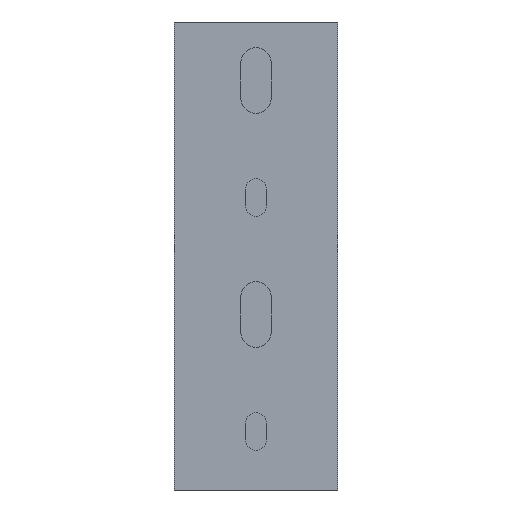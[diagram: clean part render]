
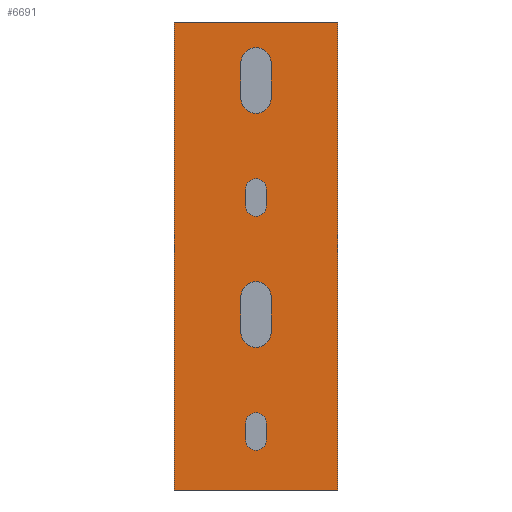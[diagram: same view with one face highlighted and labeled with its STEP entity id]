
A CAD part, front view. The second image highlights one B-rep face of the part: STEP entity #6691.
In plain terms, the highlighted planar face has unit normal (0, -1, 0).
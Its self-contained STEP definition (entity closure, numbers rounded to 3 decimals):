
#318=DIRECTION('',(0.,0.,1.));
#319=VECTOR('',#318,100.);
#320=CARTESIAN_POINT('',(17.5,0.,0.));
#321=LINE('',#320,#319);
#1398=DIRECTION('',(-1.,0.,0.));
#1399=VECTOR('',#1398,35.);
#1400=CARTESIAN_POINT('',(17.5,0.,100.));
#1401=LINE('',#1400,#1399);
#1442=DIRECTION('',(-1.,0.,0.));
#1443=VECTOR('',#1442,35.);
#1444=CARTESIAN_POINT('',(17.5,0.,0.));
#1445=LINE('',#1444,#1443);
#1446=DIRECTION('',(0.,0.,1.));
#1447=VECTOR('',#1446,100.);
#1448=CARTESIAN_POINT('',(-17.5,0.,0.));
#1449=LINE('',#1448,#1447);
#1450=CARTESIAN_POINT('',(0.,0.,91.25));
#1451=DIRECTION('',(0.,1.,0.));
#1452=DIRECTION('',(-1.,0.,0.));
#1453=AXIS2_PLACEMENT_3D('',#1450,#1451,#1452);
#1455=DIRECTION('',(0.,0.,1.));
#1456=VECTOR('',#1455,7.5);
#1457=CARTESIAN_POINT('',(-3.25,0.,83.75));
#1458=LINE('',#1457,#1456);
#1459=CARTESIAN_POINT('',(0.,0.,83.75));
#1460=DIRECTION('',(0.,1.,0.));
#1461=DIRECTION('',(1.,0.,0.));
#1462=AXIS2_PLACEMENT_3D('',#1459,#1460,#1461);
#1464=DIRECTION('',(0.,0.,-1.));
#1465=VECTOR('',#1464,7.5);
#1466=CARTESIAN_POINT('',(3.25,0.,91.25));
#1467=LINE('',#1466,#1465);
#1468=CARTESIAN_POINT('',(0.,0.,64.25));
#1469=DIRECTION('',(0.,1.,0.));
#1470=DIRECTION('',(-1.,0.,0.));
#1471=AXIS2_PLACEMENT_3D('',#1468,#1469,#1470);
#1473=DIRECTION('',(0.,0.,1.));
#1474=VECTOR('',#1473,3.5);
#1475=CARTESIAN_POINT('',(-2.25,0.,60.75));
#1476=LINE('',#1475,#1474);
#1477=CARTESIAN_POINT('',(0.,0.,60.75));
#1478=DIRECTION('',(0.,1.,0.));
#1479=DIRECTION('',(1.,0.,0.));
#1480=AXIS2_PLACEMENT_3D('',#1477,#1478,#1479);
#1482=DIRECTION('',(0.,0.,-1.));
#1483=VECTOR('',#1482,3.5);
#1484=CARTESIAN_POINT('',(2.25,0.,64.25));
#1485=LINE('',#1484,#1483);
#1486=CARTESIAN_POINT('',(0.,0.,41.25));
#1487=DIRECTION('',(0.,1.,0.));
#1488=DIRECTION('',(-1.,0.,0.));
#1489=AXIS2_PLACEMENT_3D('',#1486,#1487,#1488);
#1491=DIRECTION('',(0.,0.,1.));
#1492=VECTOR('',#1491,7.5);
#1493=CARTESIAN_POINT('',(-3.25,0.,33.75));
#1494=LINE('',#1493,#1492);
#1495=CARTESIAN_POINT('',(0.,0.,33.75));
#1496=DIRECTION('',(0.,1.,0.));
#1497=DIRECTION('',(1.,0.,0.));
#1498=AXIS2_PLACEMENT_3D('',#1495,#1496,#1497);
#1500=DIRECTION('',(0.,0.,-1.));
#1501=VECTOR('',#1500,7.5);
#1502=CARTESIAN_POINT('',(3.25,0.,41.25));
#1503=LINE('',#1502,#1501);
#1504=CARTESIAN_POINT('',(0.,0.,14.25));
#1505=DIRECTION('',(0.,1.,0.));
#1506=DIRECTION('',(-1.,0.,0.));
#1507=AXIS2_PLACEMENT_3D('',#1504,#1505,#1506);
#1509=DIRECTION('',(0.,0.,1.));
#1510=VECTOR('',#1509,3.5);
#1511=CARTESIAN_POINT('',(-2.25,0.,10.75));
#1512=LINE('',#1511,#1510);
#1513=CARTESIAN_POINT('',(0.,0.,10.75));
#1514=DIRECTION('',(0.,1.,0.));
#1515=DIRECTION('',(1.,0.,0.));
#1516=AXIS2_PLACEMENT_3D('',#1513,#1514,#1515);
#1518=DIRECTION('',(0.,0.,-1.));
#1519=VECTOR('',#1518,3.5);
#1520=CARTESIAN_POINT('',(2.25,0.,14.25));
#1521=LINE('',#1520,#1519);
#3706=CARTESIAN_POINT('',(-3.25,0.,91.25));
#3707=CARTESIAN_POINT('',(3.25,0.,91.25));
#3708=VERTEX_POINT('',#3706);
#3709=VERTEX_POINT('',#3707);
#3710=CARTESIAN_POINT('',(3.25,0.,83.75));
#3711=VERTEX_POINT('',#3710);
#3712=CARTESIAN_POINT('',(-3.25,0.,83.75));
#3713=VERTEX_POINT('',#3712);
#3714=CARTESIAN_POINT('',(-2.25,0.,64.25));
#3715=CARTESIAN_POINT('',(2.25,0.,64.25));
#3716=VERTEX_POINT('',#3714);
#3717=VERTEX_POINT('',#3715);
#3718=CARTESIAN_POINT('',(2.25,0.,60.75));
#3719=VERTEX_POINT('',#3718);
#3720=CARTESIAN_POINT('',(-2.25,0.,60.75));
#3721=VERTEX_POINT('',#3720);
#3738=CARTESIAN_POINT('',(-3.25,0.,41.25));
#3739=CARTESIAN_POINT('',(3.25,0.,41.25));
#3740=VERTEX_POINT('',#3738);
#3741=VERTEX_POINT('',#3739);
#3742=CARTESIAN_POINT('',(3.25,0.,33.75));
#3743=VERTEX_POINT('',#3742);
#3744=CARTESIAN_POINT('',(-3.25,0.,33.75));
#3745=VERTEX_POINT('',#3744);
#3746=CARTESIAN_POINT('',(-2.25,0.,14.25));
#3747=CARTESIAN_POINT('',(2.25,0.,14.25));
#3748=VERTEX_POINT('',#3746);
#3749=VERTEX_POINT('',#3747);
#3750=CARTESIAN_POINT('',(2.25,0.,10.75));
#3751=VERTEX_POINT('',#3750);
#3752=CARTESIAN_POINT('',(-2.25,0.,10.75));
#3753=VERTEX_POINT('',#3752);
#4166=CARTESIAN_POINT('',(-17.5,0.,0.));
#4167=CARTESIAN_POINT('',(-17.5,0.,100.));
#4168=VERTEX_POINT('',#4166);
#4169=VERTEX_POINT('',#4167);
#4170=CARTESIAN_POINT('',(17.5,0.,0.));
#4171=CARTESIAN_POINT('',(17.5,0.,100.));
#4172=VERTEX_POINT('',#4170);
#4173=VERTEX_POINT('',#4171);
#6640=CARTESIAN_POINT('',(-14.5,0.,0.));
#6641=DIRECTION('',(0.,-1.,0.));
#6642=DIRECTION('',(1.,0.,0.));
#6643=AXIS2_PLACEMENT_3D('',#6640,#6641,#6642);
#6644=PLANE('',#6643);
#6645=ORIENTED_EDGE('',*,*,#6610,.F.);
#6646=ORIENTED_EDGE('',*,*,#4828,.F.);
#6647=ORIENTED_EDGE('',*,*,#4801,.T.);
#6648=ORIENTED_EDGE('',*,*,#5062,.T.);
#6649=EDGE_LOOP('',(#6645,#6646,#6647,#6648));
#6650=FACE_OUTER_BOUND('',#6649,.F.);
#6652=ORIENTED_EDGE('',*,*,#6651,.F.);
#6654=ORIENTED_EDGE('',*,*,#6653,.F.);
#6656=ORIENTED_EDGE('',*,*,#6655,.F.);
#6658=ORIENTED_EDGE('',*,*,#6657,.F.);
#6659=EDGE_LOOP('',(#6652,#6654,#6656,#6658));
#6660=FACE_BOUND('',#6659,.F.);
#6662=ORIENTED_EDGE('',*,*,#6661,.F.);
#6664=ORIENTED_EDGE('',*,*,#6663,.F.);
#6666=ORIENTED_EDGE('',*,*,#6665,.F.);
#6668=ORIENTED_EDGE('',*,*,#6667,.F.);
#6669=EDGE_LOOP('',(#6662,#6664,#6666,#6668));
#6670=FACE_BOUND('',#6669,.F.);
#6672=ORIENTED_EDGE('',*,*,#6671,.F.);
#6674=ORIENTED_EDGE('',*,*,#6673,.F.);
#6676=ORIENTED_EDGE('',*,*,#6675,.F.);
#6678=ORIENTED_EDGE('',*,*,#6677,.F.);
#6679=EDGE_LOOP('',(#6672,#6674,#6676,#6678));
#6680=FACE_BOUND('',#6679,.F.);
#6682=ORIENTED_EDGE('',*,*,#6681,.F.);
#6684=ORIENTED_EDGE('',*,*,#6683,.F.);
#6686=ORIENTED_EDGE('',*,*,#6685,.F.);
#6688=ORIENTED_EDGE('',*,*,#6687,.F.);
#6689=EDGE_LOOP('',(#6682,#6684,#6686,#6688));
#6690=FACE_BOUND('',#6689,.F.);
#1454=CIRCLE('',#1453,3.25);
#1463=CIRCLE('',#1462,3.25);
#1472=CIRCLE('',#1471,2.25);
#1481=CIRCLE('',#1480,2.25);
#1490=CIRCLE('',#1489,3.25);
#1499=CIRCLE('',#1498,3.25);
#1508=CIRCLE('',#1507,2.25);
#1517=CIRCLE('',#1516,2.25);
#4801=EDGE_CURVE('',#4172,#4168,#1445,.T.);
#4828=EDGE_CURVE('',#4172,#4173,#321,.T.);
#5062=EDGE_CURVE('',#4168,#4169,#1449,.T.);
#6610=EDGE_CURVE('',#4173,#4169,#1401,.T.);
#6651=EDGE_CURVE('',#3708,#3709,#1454,.T.);
#6653=EDGE_CURVE('',#3713,#3708,#1458,.T.);
#6655=EDGE_CURVE('',#3711,#3713,#1463,.T.);
#6657=EDGE_CURVE('',#3709,#3711,#1467,.T.);
#6661=EDGE_CURVE('',#3716,#3717,#1472,.T.);
#6663=EDGE_CURVE('',#3721,#3716,#1476,.T.);
#6665=EDGE_CURVE('',#3719,#3721,#1481,.T.);
#6667=EDGE_CURVE('',#3717,#3719,#1485,.T.);
#6671=EDGE_CURVE('',#3740,#3741,#1490,.T.);
#6673=EDGE_CURVE('',#3745,#3740,#1494,.T.);
#6675=EDGE_CURVE('',#3743,#3745,#1499,.T.);
#6677=EDGE_CURVE('',#3741,#3743,#1503,.T.);
#6681=EDGE_CURVE('',#3748,#3749,#1508,.T.);
#6683=EDGE_CURVE('',#3753,#3748,#1512,.T.);
#6685=EDGE_CURVE('',#3751,#3753,#1517,.T.);
#6687=EDGE_CURVE('',#3749,#3751,#1521,.T.);
#6691=ADVANCED_FACE('',(#6650,#6660,#6670,#6680,#6690),#6644,.T.);
